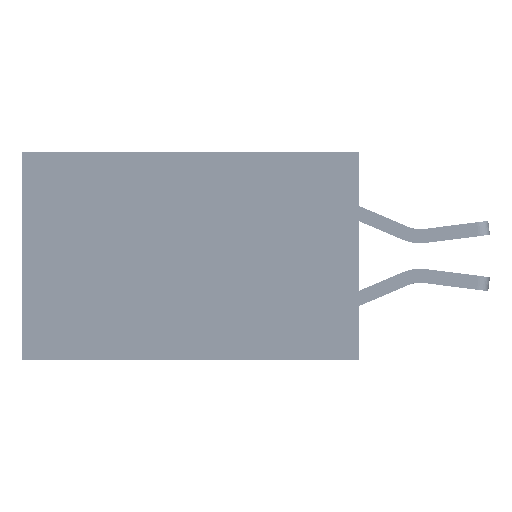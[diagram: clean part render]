
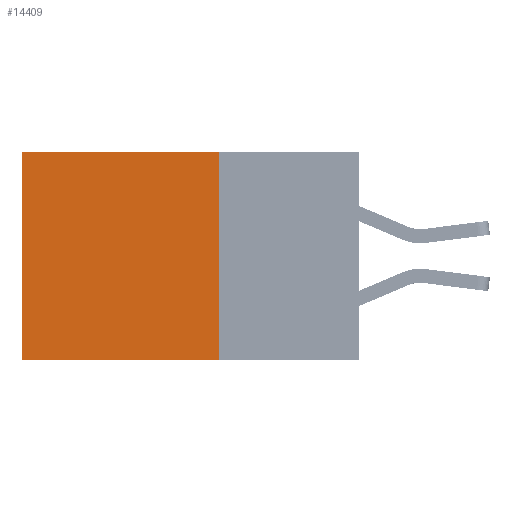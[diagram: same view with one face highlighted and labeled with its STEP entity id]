
A CAD part, left-side view. The second image highlights one B-rep face of the part: STEP entity #14409.
In plain terms, the highlighted planar face has unit normal (-1, 0, 0).
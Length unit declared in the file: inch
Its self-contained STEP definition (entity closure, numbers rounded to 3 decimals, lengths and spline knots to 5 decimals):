
#293 = LINE ( 'NONE', #9224, #24803 ) ;
#1380 = PLANE ( 'NONE',  #40168 ) ;
#3583 = ORIENTED_EDGE ( 'NONE', *, *, #28649, .T. ) ;
#6152 = VECTOR ( 'NONE', #17505, 39.37008 ) ;
#6164 = DIRECTION ( 'NONE',  ( 0., 1., 0. ) ) ;
#8225 = CARTESIAN_POINT ( 'NONE',  ( 0.2875, 0.6, 0. ) ) ;
#9070 = CARTESIAN_POINT ( 'NONE',  ( 0.2875, 0.25, -0.37 ) ) ;
#9224 = CARTESIAN_POINT ( 'NONE',  ( 0.2875, 0.25, 0. ) ) ;
#9627 = LINE ( 'NONE', #14081, #6152 ) ;
#9721 = ORIENTED_EDGE ( 'NONE', *, *, #26569, .F. ) ;
#12073 = VECTOR ( 'NONE', #6164, 39.37008 ) ;
#12161 = LINE ( 'NONE', #8225, #40559 ) ;
#12471 = FACE_OUTER_BOUND ( 'NONE', #43983, .T. ) ;
#14081 = CARTESIAN_POINT ( 'NONE',  ( 0.2875, 0.25, 0. ) ) ;
#14409 = ADVANCED_FACE ( 'NONE', ( #12471 ), #1380, .F. ) ;
#16327 = DIRECTION ( 'NONE',  ( 0., 1., 0. ) ) ;
#17505 = DIRECTION ( 'NONE',  ( 0., 0., -1. ) ) ;
#18245 = CARTESIAN_POINT ( 'NONE',  ( 0.2875, 0.25, -0.37 ) ) ;
#22148 = DIRECTION ( 'NONE',  ( 0., 0., -1. ) ) ;
#22791 = VERTEX_POINT ( 'NONE', #42292 ) ;
#24803 = VECTOR ( 'NONE', #16327, 39.37008 ) ;
#25128 = VERTEX_POINT ( 'NONE', #9070 ) ;
#26092 = ORIENTED_EDGE ( 'NONE', *, *, #49437, .F. ) ;
#26569 = EDGE_CURVE ( 'NONE', #25128, #22791, #42691, .T. ) ;
#28649 = EDGE_CURVE ( 'NONE', #44605, #43814, #293, .T. ) ;
#35158 = DIRECTION ( 'NONE',  ( 0., 0., -1. ) ) ;
#38906 = EDGE_CURVE ( 'NONE', #43814, #22791, #12161, .T. ) ;
#40168 = AXIS2_PLACEMENT_3D ( 'NONE', #49506, #49760, #22148 ) ;
#40559 = VECTOR ( 'NONE', #35158, 39.37008 ) ;
#42292 = CARTESIAN_POINT ( 'NONE',  ( 0.2875, 0.6, -0.37 ) ) ;
#42691 = LINE ( 'NONE', #18245, #12073 ) ;
#43814 = VERTEX_POINT ( 'NONE', #46437 ) ;
#43983 = EDGE_LOOP ( 'NONE', ( #44863, #9721, #26092, #3583 ) ) ;
#44605 = VERTEX_POINT ( 'NONE', #47951 ) ;
#44863 = ORIENTED_EDGE ( 'NONE', *, *, #38906, .T. ) ;
#46437 = CARTESIAN_POINT ( 'NONE',  ( 0.2875, 0.6, 0. ) ) ;
#47951 = CARTESIAN_POINT ( 'NONE',  ( 0.2875, 0.25, 0. ) ) ;
#49437 = EDGE_CURVE ( 'NONE', #44605, #25128, #9627, .T. ) ;
#49506 = CARTESIAN_POINT ( 'NONE',  ( 0.2875, 0.25, 0. ) ) ;
#49760 = DIRECTION ( 'NONE',  ( 1., 0., 0. ) ) ;
